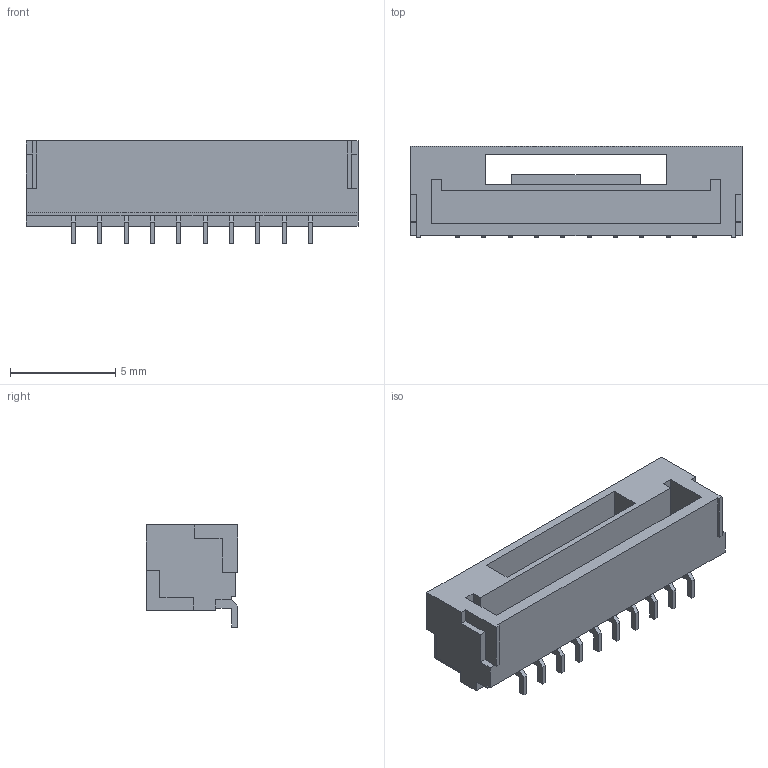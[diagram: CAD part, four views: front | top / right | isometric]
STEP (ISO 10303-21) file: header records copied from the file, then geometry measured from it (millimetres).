
FILE_DESCRIPTION (( 'STEP AP214' ), '1' );
FILE_NAME ('SM10B-GHS-TB.STEP', '2017-06-28T07:51:50', ( '' ), ( '' ), 'SwSTEP 2.0', 'SolidWorks 2012', '' );
FILE_SCHEMA (( 'AUTOMOTIVE_DESIGN' ));
Length unit declared in the file: millimetre
Products named in the file (1): SM10B-GHS-TB
Bounding box: 15.75 x 4.35 x 4.85 mm (x, y, z)
Volume: 158.2 mm3; surface area: 461.3 mm2
Topology: 1 solids, 1 shells, 134 faces, 368 edges, 238 vertices
Faces by surface type: plane 134
Entity records: 4790 total; most frequent: CARTESIAN_POINT 741, ORIENTED_EDGE 736, DIRECTION 638, EDGE_CURVE 368, LINE 368, VECTOR 368, VERTEX_POINT 238, EDGE_LOOP 138
